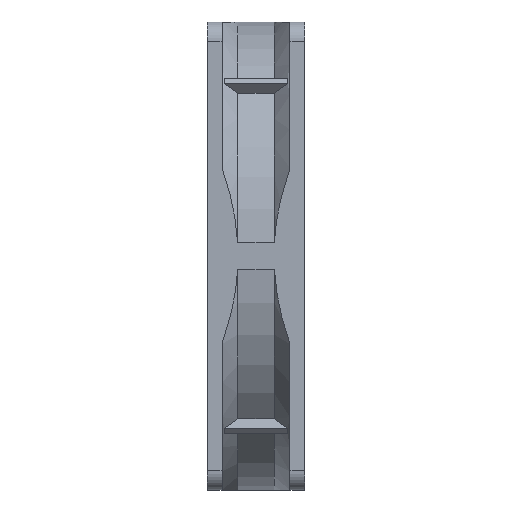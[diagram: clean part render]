
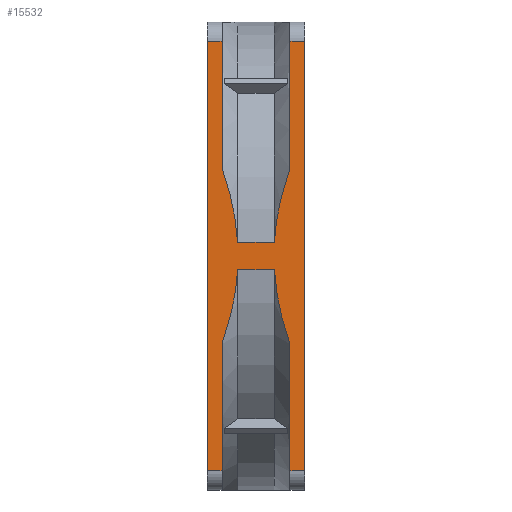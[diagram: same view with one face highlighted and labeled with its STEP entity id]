
A CAD part, left-side view. The second image highlights one B-rep face of the part: STEP entity #15532.
In plain terms, the highlighted planar face has unit normal (-1, 0, 0).
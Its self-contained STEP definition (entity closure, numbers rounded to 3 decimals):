
#73 = VECTOR ( 'NONE', #16425, 1000. ) ;
#101 = VERTEX_POINT ( 'NONE', #15976 ) ;
#126 = VERTEX_POINT ( 'NONE', #17745 ) ;
#140 = CARTESIAN_POINT ( 'NONE',  ( -60., 8.7, -22.557 ) ) ;
#150 = ORIENTED_EDGE ( 'NONE', *, *, #11381, .T. ) ;
#303 = DIRECTION ( 'NONE',  ( 0., 1., 0. ) ) ;
#334 = LINE ( 'NONE', #4238, #6921 ) ;
#347 = VERTEX_POINT ( 'NONE', #12677 ) ;
#485 = CARTESIAN_POINT ( 'NONE',  ( -60., 8.7, 22.557 ) ) ;
#615 = ORIENTED_EDGE ( 'NONE', *, *, #13866, .T. ) ;
#1148 = DIRECTION ( 'NONE',  ( 0., 0., -1. ) ) ;
#1165 = ORIENTED_EDGE ( 'NONE', *, *, #17211, .T. ) ;
#1196 = EDGE_CURVE ( 'NONE', #126, #3986, #8783, .T. ) ;
#1231 = VECTOR ( 'NONE', #10277, 1000. ) ;
#1236 = EDGE_CURVE ( 'NONE', #5706, #16186, #13629, .T. ) ;
#1867 = CARTESIAN_POINT ( 'NONE',  ( -60., 12.5, 60. ) ) ;
#1964 = LINE ( 'NONE', #11940, #7773 ) ;
#2258 = CARTESIAN_POINT ( 'NONE',  ( -60., -5.078, -10.029 ) ) ;
#2693 = EDGE_CURVE ( 'NONE', #347, #101, #18346, .T. ) ;
#2703 = CARTESIAN_POINT ( 'NONE',  ( -60., -12.5, -55. ) ) ;
#2775 = LINE ( 'NONE', #10299, #9124 ) ;
#3113 = B_SPLINE_CURVE_WITH_KNOTS ( 'NONE', 3,
 ( #8300, #2258, #15150, #9333 ),
 .UNSPECIFIED., .F., .F.,
 ( 4, 4 ),
 ( 0., 0.02 ),
 .UNSPECIFIED. ) ;
#3133 = EDGE_CURVE ( 'NONE', #6505, #126, #1964, .T. ) ;
#3173 = EDGE_CURVE ( 'NONE', #8824, #3986, #10530, .T. ) ;
#3483 = LINE ( 'NONE', #9159, #8828 ) ;
#3854 = FACE_OUTER_BOUND ( 'NONE', #18246, .T. ) ;
#3941 = DIRECTION ( 'NONE',  ( 1., 0., 0. ) ) ;
#3986 = VERTEX_POINT ( 'NONE', #15662 ) ;
#4232 = CARTESIAN_POINT ( 'NONE',  ( -60., -8.7, 22.557 ) ) ;
#4238 = CARTESIAN_POINT ( 'NONE',  ( -60., 12.5, -55. ) ) ;
#4331 = CARTESIAN_POINT ( 'NONE',  ( -60., -4.7, 3.466 ) ) ;
#4409 = ORIENTED_EDGE ( 'NONE', *, *, #8585, .T. ) ;
#4425 = CARTESIAN_POINT ( 'NONE',  ( -60., 8.7, -55. ) ) ;
#4522 = VECTOR ( 'NONE', #11888, 1000. ) ;
#4665 = AXIS2_PLACEMENT_3D ( 'NONE', #18144, #3941, #1148 ) ;
#4692 = EDGE_CURVE ( 'NONE', #17914, #347, #14896, .T. ) ;
#4797 = CARTESIAN_POINT ( 'NONE',  ( -60., -8.7, -22.557 ) ) ;
#5139 = CARTESIAN_POINT ( 'NONE',  ( -60., -8.7, 60. ) ) ;
#5304 = CARTESIAN_POINT ( 'NONE',  ( -60., 4.7, 3.466 ) ) ;
#5342 = B_SPLINE_CURVE_WITH_KNOTS ( 'NONE', 3,
 ( #4232, #10195, #15931, #4331 ),
 .UNSPECIFIED., .F., .F.,
 ( 4, 4 ),
 ( 0., 0.02 ),
 .UNSPECIFIED. ) ;
#5428 = CARTESIAN_POINT ( 'NONE',  ( -60., 12.5, -55. ) ) ;
#5644 = ORIENTED_EDGE ( 'NONE', *, *, #3173, .F. ) ;
#5706 = VERTEX_POINT ( 'NONE', #140 ) ;
#5783 = ORIENTED_EDGE ( 'NONE', *, *, #2693, .T. ) ;
#5895 = ORIENTED_EDGE ( 'NONE', *, *, #1196, .T. ) ;
#6192 = DIRECTION ( 'NONE',  ( 0., -1., 0. ) ) ;
#6197 = LINE ( 'NONE', #12180, #8473 ) ;
#6303 = CARTESIAN_POINT ( 'NONE',  ( -60., -8.7, 60. ) ) ;
#6505 = VERTEX_POINT ( 'NONE', #485 ) ;
#6521 = CARTESIAN_POINT ( 'NONE',  ( -60., 8.7, 22.557 ) ) ;
#6533 = DIRECTION ( 'NONE',  ( 0., 1., 0. ) ) ;
#6780 = ORIENTED_EDGE ( 'NONE', *, *, #8321, .T. ) ;
#6921 = VECTOR ( 'NONE', #13127, 1000. ) ;
#7227 = VECTOR ( 'NONE', #16368, 1000. ) ;
#7311 = CARTESIAN_POINT ( 'NONE',  ( -60., -8.7, -55. ) ) ;
#7379 = CARTESIAN_POINT ( 'NONE',  ( -60., 8.7, -22.557 ) ) ;
#7646 = DIRECTION ( 'NONE',  ( 0., 0., 1. ) ) ;
#7773 = VECTOR ( 'NONE', #7646, 1000. ) ;
#7956 = CARTESIAN_POINT ( 'NONE',  ( -60., -12.5, 60. ) ) ;
#8052 = ORIENTED_EDGE ( 'NONE', *, *, #1236, .T. ) ;
#8300 = CARTESIAN_POINT ( 'NONE',  ( -60., -4.7, -3.466 ) ) ;
#8321 = EDGE_CURVE ( 'NONE', #8824, #8566, #15223, .T. ) ;
#8473 = VECTOR ( 'NONE', #13682, 1000. ) ;
#8494 = VERTEX_POINT ( 'NONE', #7311 ) ;
#8537 = ORIENTED_EDGE ( 'NONE', *, *, #4692, .T. ) ;
#8566 = VERTEX_POINT ( 'NONE', #4425 ) ;
#8585 = EDGE_CURVE ( 'NONE', #8494, #17914, #334, .T. ) ;
#8783 = LINE ( 'NONE', #10275, #14035 ) ;
#8824 = VERTEX_POINT ( 'NONE', #5428 ) ;
#8828 = VECTOR ( 'NONE', #6533, 1000. ) ;
#9104 = ORIENTED_EDGE ( 'NONE', *, *, #11738, .T. ) ;
#9124 = VECTOR ( 'NONE', #6192, 1000. ) ;
#9159 = CARTESIAN_POINT ( 'NONE',  ( -60., -13.75, 3.466 ) ) ;
#9333 = CARTESIAN_POINT ( 'NONE',  ( -60., -8.7, -22.557 ) ) ;
#9490 = CARTESIAN_POINT ( 'NONE',  ( -60., -4.7, 3.466 ) ) ;
#9706 = DIRECTION ( 'NONE',  ( 0., 0., -1. ) ) ;
#10195 = CARTESIAN_POINT ( 'NONE',  ( -60., -6.523, 16.37 ) ) ;
#10275 = CARTESIAN_POINT ( 'NONE',  ( -60., 12.5, 55. ) ) ;
#10277 = DIRECTION ( 'NONE',  ( 0., 1., 0. ) ) ;
#10299 = CARTESIAN_POINT ( 'NONE',  ( -60., -13.75, -3.466 ) ) ;
#10369 = CARTESIAN_POINT ( 'NONE',  ( -60., 5.078, -10.029 ) ) ;
#10530 = LINE ( 'NONE', #1867, #14343 ) ;
#10887 = ORIENTED_EDGE ( 'NONE', *, *, #12281, .T. ) ;
#11381 = EDGE_CURVE ( 'NONE', #101, #17406, #14920, .T. ) ;
#11672 = CARTESIAN_POINT ( 'NONE',  ( -60., 4.7, -3.466 ) ) ;
#11738 = EDGE_CURVE ( 'NONE', #17406, #15101, #5342, .T. ) ;
#11769 = VERTEX_POINT ( 'NONE', #4797 ) ;
#11888 = DIRECTION ( 'NONE',  ( 0., 0., 1. ) ) ;
#11940 = CARTESIAN_POINT ( 'NONE',  ( -60., 8.7, 60. ) ) ;
#12053 = VERTEX_POINT ( 'NONE', #17213 ) ;
#12180 = CARTESIAN_POINT ( 'NONE',  ( -60., 8.7, 60. ) ) ;
#12281 = EDGE_CURVE ( 'NONE', #11769, #8494, #18129, .T. ) ;
#12324 = EDGE_CURVE ( 'NONE', #12053, #11769, #3113, .T. ) ;
#12364 = CARTESIAN_POINT ( 'NONE',  ( -60., -8.7, 22.557 ) ) ;
#12677 = CARTESIAN_POINT ( 'NONE',  ( -60., -12.5, 55. ) ) ;
#12848 = EDGE_CURVE ( 'NONE', #8566, #5706, #6197, .T. ) ;
#12851 = VERTEX_POINT ( 'NONE', #17882 ) ;
#13018 = ORIENTED_EDGE ( 'NONE', *, *, #3133, .T. ) ;
#13127 = DIRECTION ( 'NONE',  ( 0., -1., 0. ) ) ;
#13538 = DIRECTION ( 'NONE',  ( 0., 0., 1. ) ) ;
#13629 = B_SPLINE_CURVE_WITH_KNOTS ( 'NONE', 3,
 ( #7379, #14681, #10369, #11672 ),
 .UNSPECIFIED., .F., .F.,
 ( 4, 4 ),
 ( 0., 0.02 ),
 .UNSPECIFIED. ) ;
#13670 = PLANE ( 'NONE',  #4665 ) ;
#13682 = DIRECTION ( 'NONE',  ( 0., 0., 1. ) ) ;
#13866 = EDGE_CURVE ( 'NONE', #12851, #6505, #13925, .T. ) ;
#13904 = ORIENTED_EDGE ( 'NONE', *, *, #12848, .T. ) ;
#13924 = CARTESIAN_POINT ( 'NONE',  ( -60., 5.078, 10.029 ) ) ;
#13925 = B_SPLINE_CURVE_WITH_KNOTS ( 'NONE', 3,
 ( #5304, #13924, #16820, #6521 ),
 .UNSPECIFIED., .F., .F.,
 ( 4, 4 ),
 ( 0., 0.02 ),
 .UNSPECIFIED. ) ;
#14035 = VECTOR ( 'NONE', #303, 1000. ) ;
#14343 = VECTOR ( 'NONE', #13538, 1000. ) ;
#14613 = ORIENTED_EDGE ( 'NONE', *, *, #12324, .T. ) ;
#14681 = CARTESIAN_POINT ( 'NONE',  ( -60., 6.523, -16.37 ) ) ;
#14896 = LINE ( 'NONE', #7956, #4522 ) ;
#14920 = LINE ( 'NONE', #6303, #73 ) ;
#14949 = CARTESIAN_POINT ( 'NONE',  ( -60., 12.5, -55. ) ) ;
#15101 = VERTEX_POINT ( 'NONE', #9490 ) ;
#15150 = CARTESIAN_POINT ( 'NONE',  ( -60., -6.523, -16.37 ) ) ;
#15223 = LINE ( 'NONE', #14949, #7227 ) ;
#15467 = CARTESIAN_POINT ( 'NONE',  ( -60., 12.5, 55. ) ) ;
#15532 = ADVANCED_FACE ( 'NONE', ( #3854 ), #13670, .F. ) ;
#15662 = CARTESIAN_POINT ( 'NONE',  ( -60., 12.5, 55. ) ) ;
#15931 = CARTESIAN_POINT ( 'NONE',  ( -60., -5.078, 10.029 ) ) ;
#15976 = CARTESIAN_POINT ( 'NONE',  ( -60., -8.7, 55. ) ) ;
#16186 = VERTEX_POINT ( 'NONE', #17533 ) ;
#16368 = DIRECTION ( 'NONE',  ( 0., -1., 0. ) ) ;
#16425 = DIRECTION ( 'NONE',  ( 0., 0., -1. ) ) ;
#16547 = VECTOR ( 'NONE', #9706, 1000. ) ;
#16820 = CARTESIAN_POINT ( 'NONE',  ( -60., 6.523, 16.37 ) ) ;
#17211 = EDGE_CURVE ( 'NONE', #16186, #12053, #2775, .T. ) ;
#17213 = CARTESIAN_POINT ( 'NONE',  ( -60., -4.7, -3.466 ) ) ;
#17406 = VERTEX_POINT ( 'NONE', #12364 ) ;
#17533 = CARTESIAN_POINT ( 'NONE',  ( -60., 4.7, -3.466 ) ) ;
#17707 = ORIENTED_EDGE ( 'NONE', *, *, #17759, .T. ) ;
#17745 = CARTESIAN_POINT ( 'NONE',  ( -60., 8.7, 55. ) ) ;
#17759 = EDGE_CURVE ( 'NONE', #15101, #12851, #3483, .T. ) ;
#17882 = CARTESIAN_POINT ( 'NONE',  ( -60., 4.7, 3.466 ) ) ;
#17914 = VERTEX_POINT ( 'NONE', #2703 ) ;
#18129 = LINE ( 'NONE', #5139, #16547 ) ;
#18144 = CARTESIAN_POINT ( 'NONE',  ( -60., 12.5, 60. ) ) ;
#18246 = EDGE_LOOP ( 'NONE', ( #8537, #5783, #150, #9104, #17707, #615, #13018, #5895, #5644, #6780, #13904, #8052, #1165, #14613, #10887, #4409 ) ) ;
#18346 = LINE ( 'NONE', #15467, #1231 ) ;
